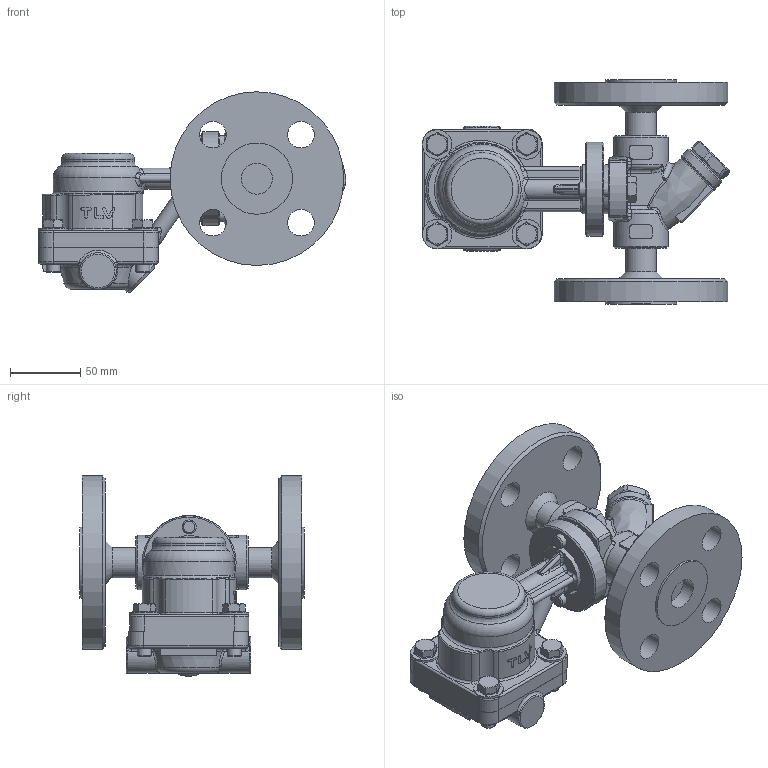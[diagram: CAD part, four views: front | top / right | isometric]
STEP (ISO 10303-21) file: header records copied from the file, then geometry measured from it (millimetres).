
FILE_DESCRIPTION(/* description */ (''),/* implementation_level */ '2;1');
FILE_NAME(/* name */ 'fs1nl-025-a0300-01.stp',/* time_stamp */ '2018-09-14T16:14:38+09:00',/* author */ ('nakaot'),/* organization */ (''),/* preprocessor_version */ 'ST-DEVELOPER v15.6',/* originating_system */ 'Autodesk Inventor 2015',/* authorisation */ '');
FILE_SCHEMA (('CONFIG_CONTROL_DESIGN'));
Length unit declared in the file: centimetre
Products named in the file (1): fs1nl-025-a0300-01
Bounding box: 219.28 x 160 x 143.07 mm (x, y, z)
Volume: 1005495.7 mm3; surface area: 157673.2 mm2
Topology: 1 solids, 9 shells, 686 faces, 1609 edges, 965 vertices
Faces by surface type: cylinder 228, plane 219, bspline 99, torus 66, cone 64, sphere 10
Full cylindrical faces by diameter (mm): 4 x2, 6 x1, 7 x1, 10 x9, 10.5 x2, 11 x4, 12 x1, 14.5 x1, 16 x1, 17 x2, 19 x8, 21 x4, 21.7 x2, 22.2 x2, 24 x2, 24.2 x1, 25 x2, 28 x1, 29 x1, 30.9 x1, 33.6 x1, 33.8 x1, 34 x1, 35 x3, 35.5 x1, 35.6 x1, 39 x3, 50.8 x2, 52 x1, 67 x1
Entity records: 23304 total; most frequent: CARTESIAN_POINT 8503, DIRECTION 2947, ORIENTED_EDGE 2926, EDGE_CURVE 1463, AXIS2_PLACEMENT_3D 1257, VERTEX_POINT 927, EDGE_LOOP 854, FACE_OUTER_BOUND 686
